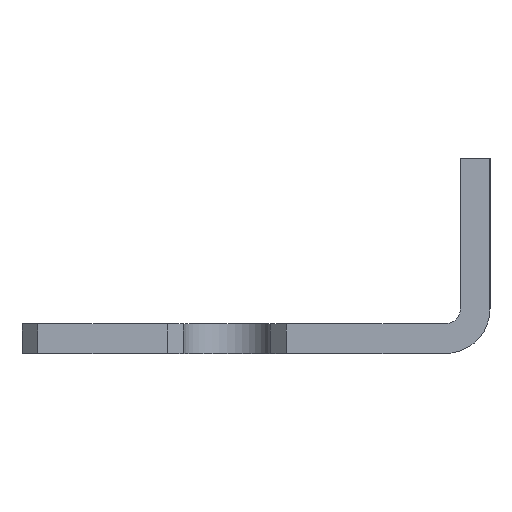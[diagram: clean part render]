
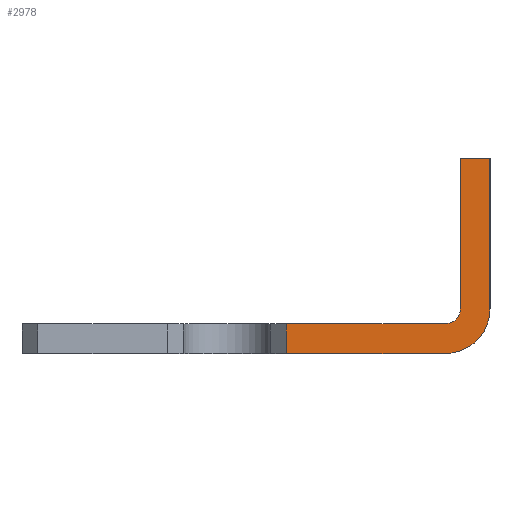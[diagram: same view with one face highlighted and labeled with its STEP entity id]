
A CAD part, left-side view. The second image highlights one B-rep face of the part: STEP entity #2978.
In plain terms, the highlighted planar face has unit normal (-1, 0, 0).
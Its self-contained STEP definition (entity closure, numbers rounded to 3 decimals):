
#21=PLANE('',#3177);
#136=LINE('',#4436,#381);
#137=LINE('',#4439,#382);
#138=LINE('',#4441,#383);
#139=LINE('',#4445,#384);
#140=LINE('',#4447,#385);
#141=LINE('',#4449,#386);
#381=VECTOR('',#3558,1000.);
#382=VECTOR('',#3559,1000.);
#383=VECTOR('',#3560,1000.);
#384=VECTOR('',#3563,1000.);
#385=VECTOR('',#3564,1000.);
#386=VECTOR('',#3565,1000.);
#652=ORIENTED_EDGE('',*,*,#1438,.F.);
#653=ORIENTED_EDGE('',*,*,#1439,.T.);
#654=ORIENTED_EDGE('',*,*,#1440,.T.);
#655=ORIENTED_EDGE('',*,*,#1441,.T.);
#656=ORIENTED_EDGE('',*,*,#1442,.F.);
#657=ORIENTED_EDGE('',*,*,#1443,.T.);
#658=ORIENTED_EDGE('',*,*,#1444,.T.);
#659=ORIENTED_EDGE('',*,*,#1445,.F.);
#1438=EDGE_CURVE('',#1831,#1832,#136,.T.);
#1439=EDGE_CURVE('',#1831,#1833,#137,.T.);
#1440=EDGE_CURVE('',#1833,#1834,#138,.T.);
#1441=EDGE_CURVE('',#1834,#1835,#2095,.T.);
#1442=EDGE_CURVE('',#1836,#1835,#139,.T.);
#1443=EDGE_CURVE('',#1836,#1837,#140,.T.);
#1444=EDGE_CURVE('',#1837,#1838,#141,.T.);
#1445=EDGE_CURVE('',#1832,#1838,#2096,.T.);
#1831=VERTEX_POINT('',#4437);
#1832=VERTEX_POINT('',#4438);
#1833=VERTEX_POINT('',#4440);
#1834=VERTEX_POINT('',#4442);
#1835=VERTEX_POINT('',#4444);
#1836=VERTEX_POINT('',#4446);
#1837=VERTEX_POINT('',#4448);
#1838=VERTEX_POINT('',#4450);
#2095=CIRCLE('',#3178,3.632);
#2096=CIRCLE('',#3179,1.219);
#2230=EDGE_LOOP('',(#652,#653,#654,#655,#656,#657,#658,#659));
#2567=FACE_BOUND('',#2230,.T.);
#2978=ADVANCED_FACE('',(#2567),#21,.F.);
#3177=AXIS2_PLACEMENT_3D('',#4435,#3556,#3557);
#3178=AXIS2_PLACEMENT_3D('',#4443,#3561,#3562);
#3179=AXIS2_PLACEMENT_3D('',#4451,#3566,#3567);
#3556=DIRECTION('',(1.,0.,0.));
#3557=DIRECTION('',(0.,0.,-1.));
#3558=DIRECTION('',(0.,-1.,0.));
#3559=DIRECTION('',(0.,0.,-1.));
#3560=DIRECTION('',(0.,-1.,0.));
#3561=DIRECTION('',(-1.,0.,0.));
#3562=DIRECTION('',(0.,0.,1.));
#3563=DIRECTION('',(0.,0.,-1.));
#3564=DIRECTION('',(0.,1.,0.));
#3565=DIRECTION('',(0.,0.,-1.));
#3566=DIRECTION('',(-1.,0.,0.));
#3567=DIRECTION('',(0.,-1.,0.));
#4435=CARTESIAN_POINT('',(-266.7,19.05,2.413));
#4436=CARTESIAN_POINT('',(-266.7,19.05,2.413));
#4437=CARTESIAN_POINT('',(-266.7,-2.477,2.413));
#4438=CARTESIAN_POINT('',(-266.7,-15.418,2.413));
#4439=CARTESIAN_POINT('',(-266.7,-2.477,2.413));
#4440=CARTESIAN_POINT('',(-266.7,-2.477,0.));
#4441=CARTESIAN_POINT('',(-266.7,19.05,0.));
#4442=CARTESIAN_POINT('',(-266.7,-15.418,0.));
#4443=CARTESIAN_POINT('',(-266.7,-15.418,3.632));
#4444=CARTESIAN_POINT('',(-266.7,-19.05,3.632));
#4445=CARTESIAN_POINT('',(-266.7,-19.05,2.171));
#4446=CARTESIAN_POINT('',(-266.7,-19.05,15.875));
#4447=CARTESIAN_POINT('',(-266.7,-19.05,15.875));
#4448=CARTESIAN_POINT('',(-266.7,-16.637,15.875));
#4449=CARTESIAN_POINT('',(-266.7,-16.637,2.171));
#4450=CARTESIAN_POINT('',(-266.7,-16.637,3.632));
#4451=CARTESIAN_POINT('',(-266.7,-15.418,3.632));
